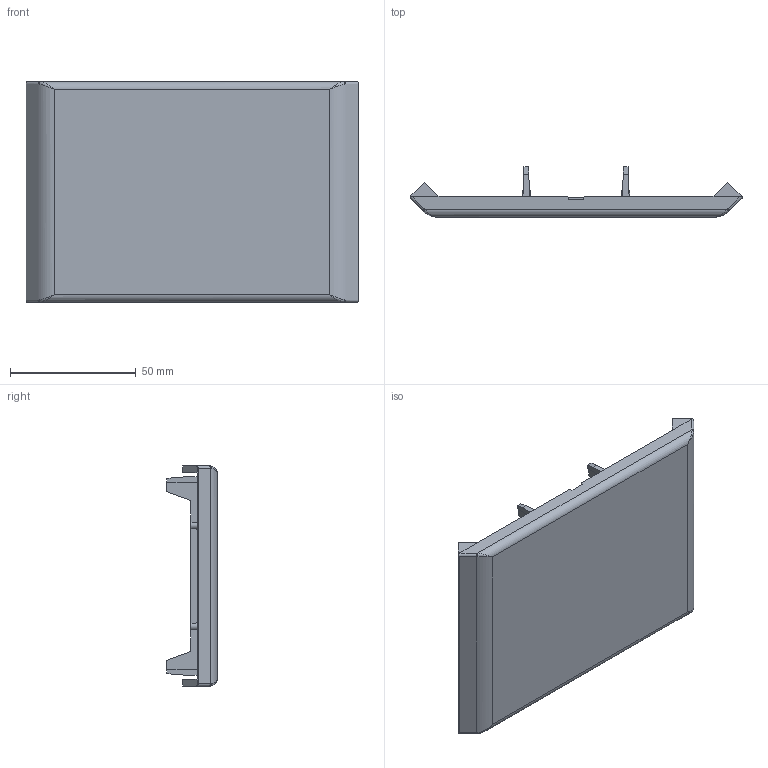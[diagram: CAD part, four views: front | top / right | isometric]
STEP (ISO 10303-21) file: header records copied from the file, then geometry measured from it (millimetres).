
FILE_DESCRIPTION (( 'STEP AP214' ), '1' );
FILE_NAME ('6261410', '2019-01-28T17:11:38', ( '' ), ('JUGARD+KÜNSTNER GmbH'), 'SwSTEP 2.0', 'SolidWorks 2017', '' );
FILE_SCHEMA (( 'AUTOMOTIVE_DESIGN' ));
Length unit declared in the file: millimetre
Products named in the file (1): 6261410
Bounding box: 131.8 x 20 x 87.6 mm (x, y, z)
Volume: 41199.4 mm3; surface area: 30255.5 mm2
Topology: 1 solids, 1 shells, 371 faces, 1041 edges, 682 vertices
Faces by surface type: plane 321, cylinder 30, bspline 12, cone 8
Entity records: 12253 total; most frequent: CARTESIAN_POINT 2791, ORIENTED_EDGE 2074, DIRECTION 1765, EDGE_CURVE 1037, VECTOR 917, LINE 917, VERTEX_POINT 682, AXIS2_PLACEMENT_3D 424
